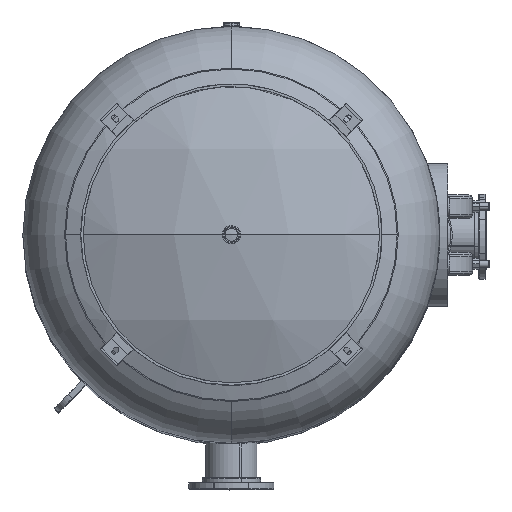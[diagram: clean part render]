
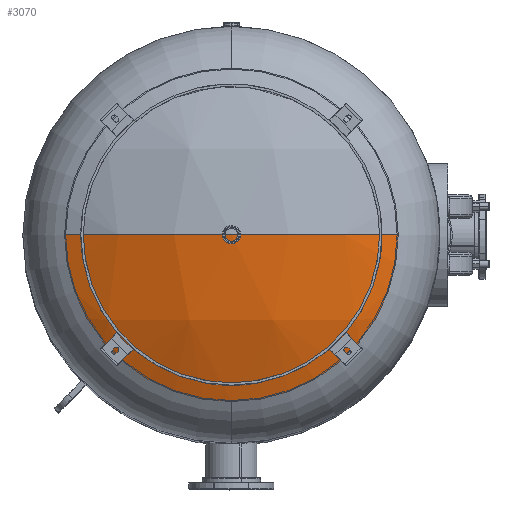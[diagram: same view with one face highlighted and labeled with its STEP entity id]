
A CAD part, top view. The second image highlights one B-rep face of the part: STEP entity #3070.
In plain terms, the highlighted spherical face has radius 1234.44 mm.
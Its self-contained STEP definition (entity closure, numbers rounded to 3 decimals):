
#1004 = ORIENTED_EDGE ( 'NONE', *, *, #43791, .F. ) ;
#1927 = FACE_OUTER_BOUND ( 'NONE', #30209, .T. ) ;
#2521 = ORIENTED_EDGE ( 'NONE', *, *, #18149, .F. ) ;
#2893 = VERTEX_POINT ( 'NONE', #41797 ) ;
#3070 = ADVANCED_FACE ( 'NONE', ( #1927 ), #16941, .T. ) ;
#3196 = VERTEX_POINT ( 'NONE', #39229 ) ;
#4429 = CIRCLE ( 'NONE', #41224, 1234.44 ) ;
#5247 = ORIENTED_EDGE ( 'NONE', *, *, #35664, .T. ) ;
#6408 = CARTESIAN_POINT ( 'NONE',  ( 0., 0., 2089.785 ) ) ;
#7820 = CIRCLE ( 'NONE', #36872, 1234.44 ) ;
#7988 = CARTESIAN_POINT ( 'NONE',  ( 0., 0., 3195.604 ) ) ;
#10564 = DIRECTION ( 'NONE',  ( 1., 0., 0. ) ) ;
#11428 = DIRECTION ( 'NONE',  ( 0., 0., 1. ) ) ;
#14089 = DIRECTION ( 'NONE',  ( 0., 1., 0. ) ) ;
#14217 = DIRECTION ( 'NONE',  ( 0., 1., 0. ) ) ;
#15701 = CARTESIAN_POINT ( 'NONE',  ( -548.64, 0., 3195.604 ) ) ;
#15991 = ORIENTED_EDGE ( 'NONE', *, *, #20826, .F. ) ;
#16941 = SPHERICAL_SURFACE ( 'NONE', #21260, 1234.44 ) ;
#18149 = EDGE_CURVE ( 'NONE', #43500, #2893, #7820, .T. ) ;
#19129 = DIRECTION ( 'NONE',  ( 0., 0., -1. ) ) ;
#19576 = CARTESIAN_POINT ( 'NONE',  ( 0., 0., 3195.604 ) ) ;
#20796 = AXIS2_PLACEMENT_3D ( 'NONE', #19576, #19129, #35745 ) ;
#20826 = EDGE_CURVE ( 'NONE', #3196, #39594, #39140, .T. ) ;
#21260 = AXIS2_PLACEMENT_3D ( 'NONE', #26899, #37109, #30676 ) ;
#26899 = CARTESIAN_POINT ( 'NONE',  ( 0., 0., 2089.785 ) ) ;
#29883 = AXIS2_PLACEMENT_3D ( 'NONE', #7988, #35072, #14217 ) ;
#30209 = EDGE_LOOP ( 'NONE', ( #2521, #5247, #15991, #1004 ) ) ;
#30676 = DIRECTION ( 'NONE',  ( 1., 0., 0. ) ) ;
#30743 = CARTESIAN_POINT ( 'NONE',  ( 0., 0., 2089.785 ) ) ;
#34095 = DIRECTION ( 'NONE',  ( 0., -1., 0. ) ) ;
#35072 = DIRECTION ( 'NONE',  ( 0., 0., -1. ) ) ;
#35664 = EDGE_CURVE ( 'NONE', #43500, #39594, #4429, .T. ) ;
#35745 = DIRECTION ( 'NONE',  ( 0., 1., 0. ) ) ;
#36866 = CARTESIAN_POINT ( 'NONE',  ( 0., 0., 3324.225 ) ) ;
#36872 = AXIS2_PLACEMENT_3D ( 'NONE', #6408, #14089, #11428 ) ;
#37109 = DIRECTION ( 'NONE',  ( 0., -1., 0. ) ) ;
#39140 = CIRCLE ( 'NONE', #20796, 548.64 ) ;
#39229 = CARTESIAN_POINT ( 'NONE',  ( 0., -548.64, 3195.604 ) ) ;
#39594 = VERTEX_POINT ( 'NONE', #15701 ) ;
#41224 = AXIS2_PLACEMENT_3D ( 'NONE', #30743, #34095, #10564 ) ;
#41797 = CARTESIAN_POINT ( 'NONE',  ( 548.64, 0., 3195.604 ) ) ;
#42655 = CIRCLE ( 'NONE', #29883, 548.64 ) ;
#43500 = VERTEX_POINT ( 'NONE', #36866 ) ;
#43791 = EDGE_CURVE ( 'NONE', #2893, #3196, #42655, .T. ) ;
